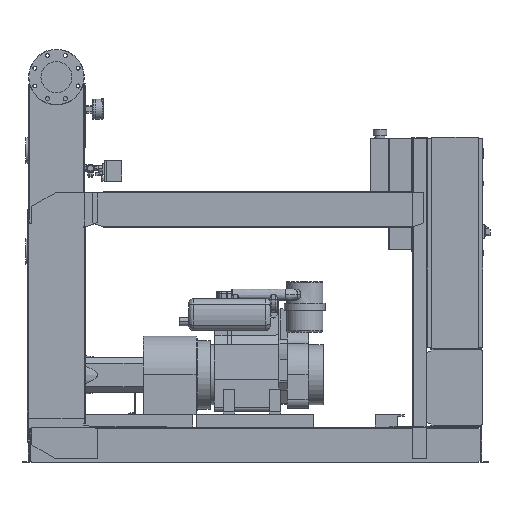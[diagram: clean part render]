
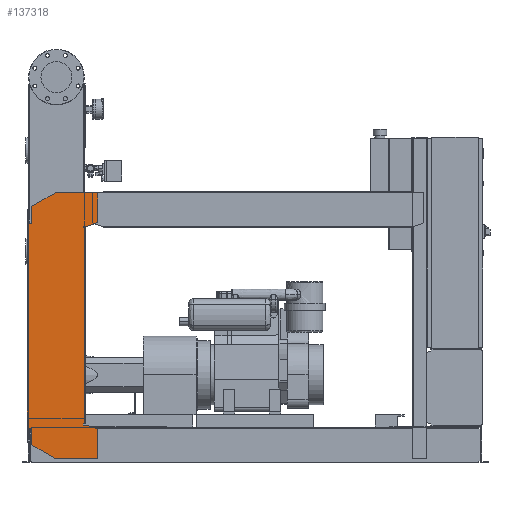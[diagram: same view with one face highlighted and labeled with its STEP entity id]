
A CAD part, front view. The second image highlights one B-rep face of the part: STEP entity #137318.
In plain terms, the highlighted free-form (B-spline) face has degree [1, 1] with [2, 2] control points.
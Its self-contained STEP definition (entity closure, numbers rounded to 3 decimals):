
#136803=CARTESIAN_POINT('',(-111.0,-463.5,1076.0));
#136804=VERTEX_POINT('',#136803);
#136811=CARTESIAN_POINT('',(-111.0,-463.5,1153.378));
#136812=VERTEX_POINT('',#136811);
#136813=CARTESIAN_POINT('',(-111.0,-463.5,1076.0));
#136814=DIRECTION('',(0.0,0.0,1.0));
#136815=VECTOR('',#136814,77.378);
#136816=LINE('',#136813,#136815);
#136817=EDGE_CURVE('',#136804,#136812,#136816,.T.);
#136835=CARTESIAN_POINT('',(-6.0,-463.5,1214.0));
#136836=VERTEX_POINT('',#136835);
#136837=CARTESIAN_POINT('',(-111.0,-463.5,1153.378));
#136838=DIRECTION('',(0.866,0.0,0.5));
#136839=VECTOR('',#136838,121.244);
#136840=LINE('',#136837,#136839);
#136841=EDGE_CURVE('',#136812,#136836,#136840,.T.);
#136859=CARTESIAN_POINT('',(186.0,-463.5,1214.0));
#136860=VERTEX_POINT('',#136859);
#136861=CARTESIAN_POINT('',(-6.0,-463.5,1214.0));
#136862=DIRECTION('',(1.0,0.0,0.0));
#136863=VECTOR('',#136862,192.0);
#136864=LINE('',#136861,#136863);
#136865=EDGE_CURVE('',#136836,#136860,#136864,.T.);
#136883=CARTESIAN_POINT('',(186.,-463.5,1080.379));
#136884=VERTEX_POINT('',#136883);
#136885=CARTESIAN_POINT('',(186.0,-463.5,1214.0));
#136886=DIRECTION('',(0.0,0.0,-1.0));
#136887=VECTOR('',#136886,133.621);
#136888=LINE('',#136885,#136887);
#136889=EDGE_CURVE('',#136860,#136884,#136888,.T.);
#136907=CARTESIAN_POINT('',(141.,-463.5,1064.0));
#136908=VERTEX_POINT('',#136907);
#136909=CARTESIAN_POINT('',(186.,-463.5,1080.379));
#136910=DIRECTION('',(-0.94,0.0,-0.342));
#136911=VECTOR('',#136910,47.888);
#136912=LINE('',#136909,#136911);
#136913=EDGE_CURVE('',#136884,#136908,#136912,.T.);
#136931=CARTESIAN_POINT('',(121.,-463.5,1064.0));
#136932=VERTEX_POINT('',#136931);
#136933=CARTESIAN_POINT('',(141.,-463.5,1064.0));
#136934=DIRECTION('',(-1.0,0.0,0.0));
#136935=VECTOR('',#136934,20.0);
#136936=LINE('',#136933,#136935);
#136937=EDGE_CURVE('',#136908,#136932,#136936,.T.);
#136955=CARTESIAN_POINT('',(121.,-463.5,1056.0));
#136956=VERTEX_POINT('',#136955);
#136957=CARTESIAN_POINT('',(121.,-463.5,1064.0));
#136958=DIRECTION('',(0.0,0.0,-1.0));
#136959=VECTOR('',#136958,8.0);
#136960=LINE('',#136957,#136959);
#136961=EDGE_CURVE('',#136932,#136956,#136960,.T.);
#136979=CARTESIAN_POINT('',(129.,-463.5,1056.0));
#136980=VERTEX_POINT('',#136979);
#136981=CARTESIAN_POINT('',(121.,-463.5,1056.0));
#136982=DIRECTION('',(1.0,0.0,0.0));
#136983=VECTOR('',#136982,8.0);
#136984=LINE('',#136981,#136983);
#136985=EDGE_CURVE('',#136956,#136980,#136984,.T.);
#137003=CARTESIAN_POINT('',(129.,-463.5,176.));
#137004=VERTEX_POINT('',#137003);
#137015=CARTESIAN_POINT('',(129.,-463.5,1056.0));
#137016=DIRECTION('',(0.0,0.0,-1.0));
#137017=VECTOR('',#137016,880.);
#137018=LINE('',#137015,#137017);
#137019=EDGE_CURVE('',#136980,#137004,#137018,.T.);
#137033=CARTESIAN_POINT('',(121.,-463.5,176.));
#137034=VERTEX_POINT('',#137033);
#137035=CARTESIAN_POINT('',(129.,-463.5,176.));
#137036=DIRECTION('',(-1.0,0.0,0.0));
#137037=VECTOR('',#137036,8.0);
#137038=LINE('',#137035,#137037);
#137039=EDGE_CURVE('',#137004,#137034,#137038,.T.);
#137057=CARTESIAN_POINT('',(121.,-463.5,168.));
#137058=VERTEX_POINT('',#137057);
#137059=CARTESIAN_POINT('',(121.,-463.5,176.));
#137060=DIRECTION('',(0.0,0.0,-1.0));
#137061=VECTOR('',#137060,8.0);
#137062=LINE('',#137059,#137061);
#137063=EDGE_CURVE('',#137034,#137058,#137062,.T.);
#137081=CARTESIAN_POINT('',(141.,-463.5,168.));
#137082=VERTEX_POINT('',#137081);
#137083=CARTESIAN_POINT('',(121.,-463.5,168.));
#137084=DIRECTION('',(1.0,0.0,0.0));
#137085=VECTOR('',#137084,20.0);
#137086=LINE('',#137083,#137085);
#137087=EDGE_CURVE('',#137058,#137082,#137086,.T.);
#137105=CARTESIAN_POINT('',(186.,-463.5,151.621));
#137106=VERTEX_POINT('',#137105);
#137107=CARTESIAN_POINT('',(141.,-463.5,168.));
#137108=DIRECTION('',(0.94,0.0,-0.342));
#137109=VECTOR('',#137108,47.888);
#137110=LINE('',#137107,#137109);
#137111=EDGE_CURVE('',#137082,#137106,#137110,.T.);
#137129=CARTESIAN_POINT('',(186.,-463.5,18.0));
#137130=VERTEX_POINT('',#137129);
#137131=CARTESIAN_POINT('',(186.,-463.5,151.621));
#137132=DIRECTION('',(0.0,0.0,-1.0));
#137133=VECTOR('',#137132,133.621);
#137134=LINE('',#137131,#137133);
#137135=EDGE_CURVE('',#137106,#137130,#137134,.T.);
#137153=CARTESIAN_POINT('',(-4.,-463.5,18.0));
#137154=VERTEX_POINT('',#137153);
#137155=CARTESIAN_POINT('',(186.,-463.5,18.0));
#137156=DIRECTION('',(-1.0,0.0,0.0));
#137157=VECTOR('',#137156,190.);
#137158=LINE('',#137155,#137157);
#137159=EDGE_CURVE('',#137130,#137154,#137158,.T.);
#137177=CARTESIAN_POINT('',(-111.,-463.5,79.776));
#137178=VERTEX_POINT('',#137177);
#137179=CARTESIAN_POINT('',(-4.,-463.5,18.0));
#137180=DIRECTION('',(-0.866,0.,0.5));
#137181=VECTOR('',#137180,123.553);
#137182=LINE('',#137179,#137181);
#137183=EDGE_CURVE('',#137154,#137178,#137182,.T.);
#137201=CARTESIAN_POINT('',(-111.,-463.5,156.0));
#137202=VERTEX_POINT('',#137201);
#137203=CARTESIAN_POINT('',(-111.,-463.5,79.776));
#137204=DIRECTION('',(0.0,0.0,1.0));
#137205=VECTOR('',#137204,76.224);
#137206=LINE('',#137203,#137205);
#137207=EDGE_CURVE('',#137178,#137202,#137206,.T.);
#137225=CARTESIAN_POINT('',(-131.,-463.5,156.0));
#137226=VERTEX_POINT('',#137225);
#137227=CARTESIAN_POINT('',(-111.,-463.5,156.0));
#137228=DIRECTION('',(-1.0,0.0,0.0));
#137229=VECTOR('',#137228,20.0);
#137230=LINE('',#137227,#137229);
#137231=EDGE_CURVE('',#137202,#137226,#137230,.T.);
#137249=CARTESIAN_POINT('',(-131.0,-463.5,1076.0));
#137250=VERTEX_POINT('',#137249);
#137263=CARTESIAN_POINT('',(-131.,-463.5,156.0));
#137264=DIRECTION('',(0.0,0.0,1.0));
#137265=VECTOR('',#137264,920.0);
#137266=LINE('',#137263,#137265);
#137267=EDGE_CURVE('',#137226,#137250,#137266,.T.);
#137281=CARTESIAN_POINT('',(-131.0,-463.5,1076.0));
#137282=DIRECTION('',(1.0,0.0,0.0));
#137283=VECTOR('',#137282,20.0);
#137284=LINE('',#137281,#137283);
#137285=EDGE_CURVE('',#137250,#136804,#137284,.T.);
#137291=CARTESIAN_POINT('',(-131.,-463.5,18.0));
#137292=CARTESIAN_POINT('',(186.0,-463.5,18.0));
#137293=CARTESIAN_POINT('',(-131.,-463.5,1214.0));
#137294=CARTESIAN_POINT('',(186.0,-463.5,1214.0));
#137295=B_SPLINE_SURFACE_WITH_KNOTS('',1,1,((#137291,#137293),(#137292,#137294)),.UNSPECIFIED.,.F.,.F.,.U.,(2,2),(2,2),(0.0,317.),(0.0,1196.0),.UNSPECIFIED.);
#137296=ORIENTED_EDGE('',*,*,#137285,.F.);
#137297=ORIENTED_EDGE('',*,*,#137267,.F.);
#137298=ORIENTED_EDGE('',*,*,#137231,.F.);
#137299=ORIENTED_EDGE('',*,*,#137207,.F.);
#137300=ORIENTED_EDGE('',*,*,#137183,.F.);
#137301=ORIENTED_EDGE('',*,*,#137159,.F.);
#137302=ORIENTED_EDGE('',*,*,#137135,.F.);
#137303=ORIENTED_EDGE('',*,*,#137111,.F.);
#137304=ORIENTED_EDGE('',*,*,#137087,.F.);
#137305=ORIENTED_EDGE('',*,*,#137063,.F.);
#137306=ORIENTED_EDGE('',*,*,#137039,.F.);
#137307=ORIENTED_EDGE('',*,*,#137019,.F.);
#137308=ORIENTED_EDGE('',*,*,#136985,.F.);
#137309=ORIENTED_EDGE('',*,*,#136961,.F.);
#137310=ORIENTED_EDGE('',*,*,#136937,.F.);
#137311=ORIENTED_EDGE('',*,*,#136913,.F.);
#137312=ORIENTED_EDGE('',*,*,#136889,.F.);
#137313=ORIENTED_EDGE('',*,*,#136865,.F.);
#137314=ORIENTED_EDGE('',*,*,#136841,.F.);
#137315=ORIENTED_EDGE('',*,*,#136817,.F.);
#137316=EDGE_LOOP('',(#137296,#137297,#137298,#137299,#137300,#137301,#137302,#137303,#137304,#137305,#137306,#137307,#137308,#137309,#137310,#137311,#137312,#137313,#137314,#137315));
#137317=FACE_OUTER_BOUND('',#137316,.T.);
#137318=ADVANCED_FACE('',(#137317),#137295,.T.);
